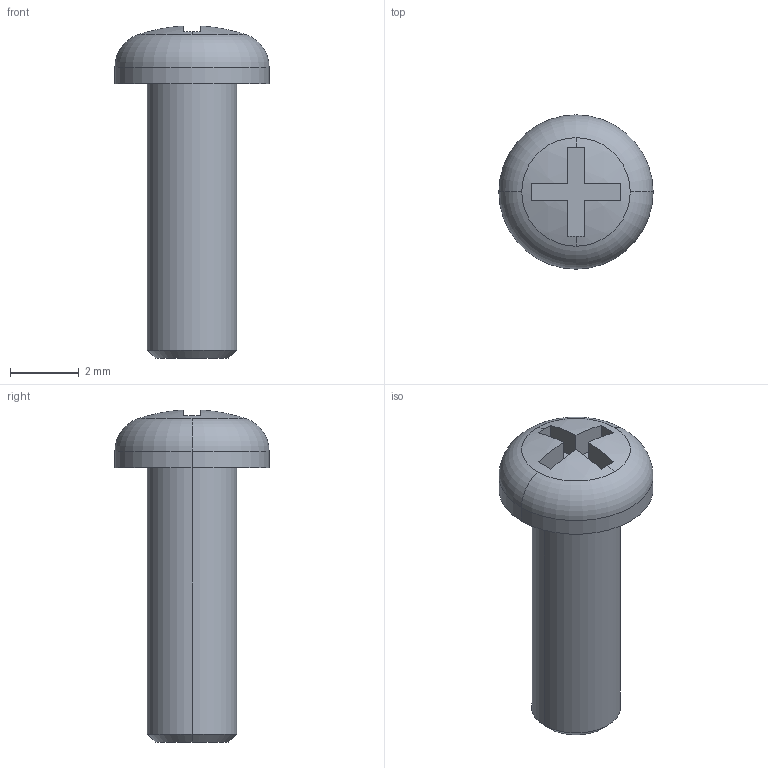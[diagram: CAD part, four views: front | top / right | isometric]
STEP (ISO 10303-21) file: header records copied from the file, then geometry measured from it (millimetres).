
FILE_DESCRIPTION (( 'STEP AP203' ), '1' );
FILE_NAME ('CSPPN-ST-M2_6-8_203.STEP', '2014-03-13T10:32:58', ( 'guan-li' ), ( '' ), 'SwSTEP 2.0', 'SolidWorks 2007', '' );
FILE_SCHEMA (( 'CONFIG_CONTROL_DESIGN' ));
Length unit declared in the file: millimetre
Products named in the file (1): CSPPN-ST-M2_6-8_203
Bounding box: 4.5 x 4.5 x 9.69 mm (x, y, z)
Volume: 62 mm3; surface area: 118.4 mm2
Topology: 1 solids, 1 shells, 25 faces, 62 edges, 40 vertices
Faces by surface type: plane 15, cylinder 4, cone 2, torus 2, sphere 2
Entity records: 833 total; most frequent: DIRECTION 146, CARTESIAN_POINT 128, ORIENTED_EDGE 124, EDGE_CURVE 62, AXIS2_PLACEMENT_3D 58, VERTEX_POINT 40, CIRCLE 32, VECTOR 30
